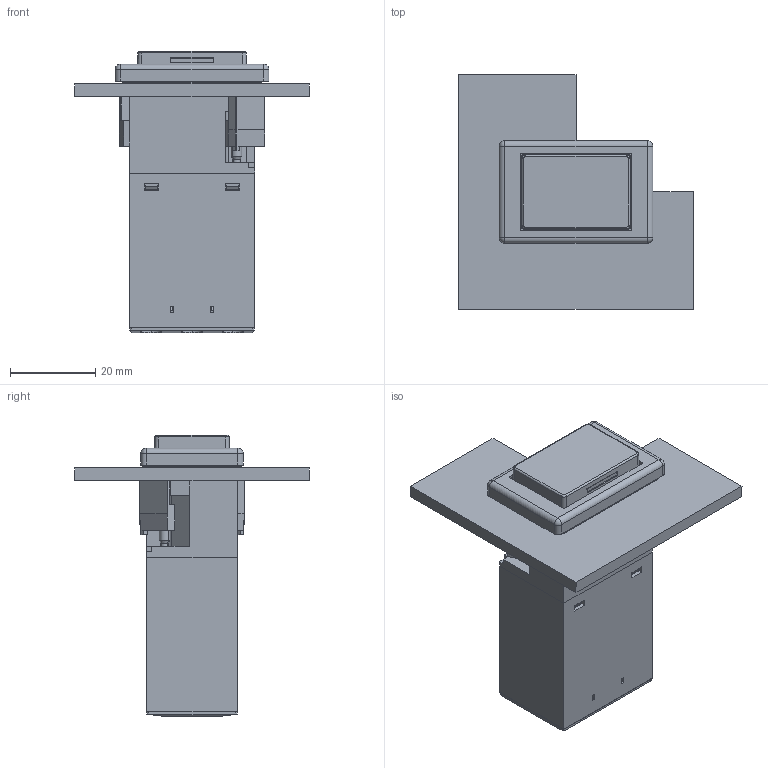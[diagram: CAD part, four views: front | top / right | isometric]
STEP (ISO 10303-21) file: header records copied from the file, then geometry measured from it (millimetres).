
FILE_DESCRIPTION (( 'STEP AP214' ), '1' );
FILE_NAME ('default.step', '2010-07-29T13:38:00', ( 'sysAdmin' ), ( 'SolidWorks' ), 'SwSTEP 2.0', 'SolidWorks 2010', '' );
FILE_SCHEMA (( 'AUTOMOTIVE_DESIGN' ));
Length unit declared in the file: millimetre
Products named in the file (1): default
Bounding box: 55 x 55 x 65.95 mm (x, y, z)
Volume: 22333.2 mm3; surface area: 28591.5 mm2
Topology: 17 solids, 17 shells, 1024 faces, 2677 edges, 1702 vertices
Faces by surface type: plane 758, cylinder 158, cone 66, torus 28, sphere 10, bspline 4
Entity records: 42937 total; most frequent: CARTESIAN_POINT 6152, ORIENTED_EDGE 5338, DIRECTION 5027, EDGE_CURVE 2669, LINE 2149, VECTOR 2149, VERTEX_POINT 1702, AXIS2_PLACEMENT_3D 1439
